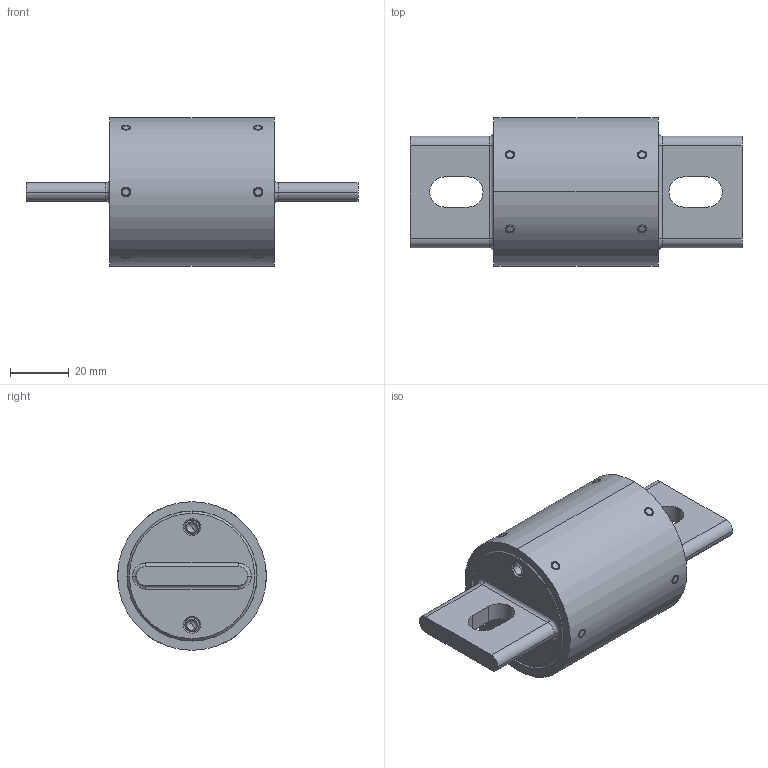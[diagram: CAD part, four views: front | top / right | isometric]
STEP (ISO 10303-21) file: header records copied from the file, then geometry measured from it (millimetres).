
FILE_DESCRIPTION (( 'STEP AP214' ), '1' );
FILE_NAME ('OUT-1208098.STEP', '2023-05-31T19:09:43', ( '' ), ( '' ), 'SwSTEP 2.0', 'SolidWorks 2021', '' );
FILE_SCHEMA (( 'AUTOMOTIVE_DESIGN' ));
Length unit declared in the file: inch
Products named in the file (1): OUT-1208098
Bounding box: 113.51 x 50.8 x 50.8 mm (x, y, z)
Volume: 66464.6 mm3; surface area: 35109.2 mm2
Topology: 19 solids, 19 shells, 1504 faces, 3966 edges, 2498 vertices
Faces by surface type: cylinder 626, plane 360, sphere 256, bspline 144, cone 110, torus 8
Entity records: 78322 total; most frequent: CARTESIAN_POINT 24641, ORIENTED_EDGE 7872, DIRECTION 6058, EDGE_CURVE 3936, VERTEX_POINT 2534, AXIS2_PLACEMENT_3D 2439, EDGE_LOOP 1606, FACE_OUTER_BOUND 1530
